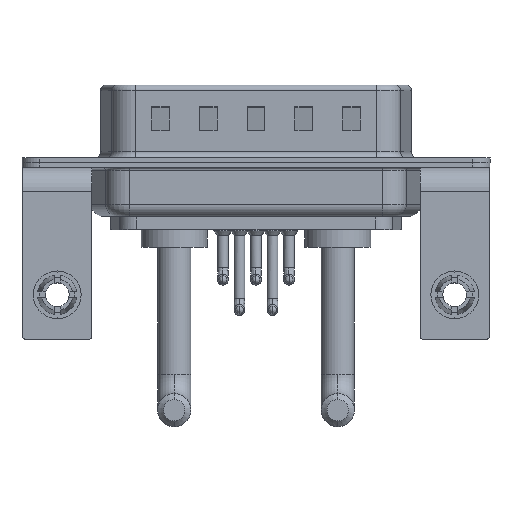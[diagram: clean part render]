
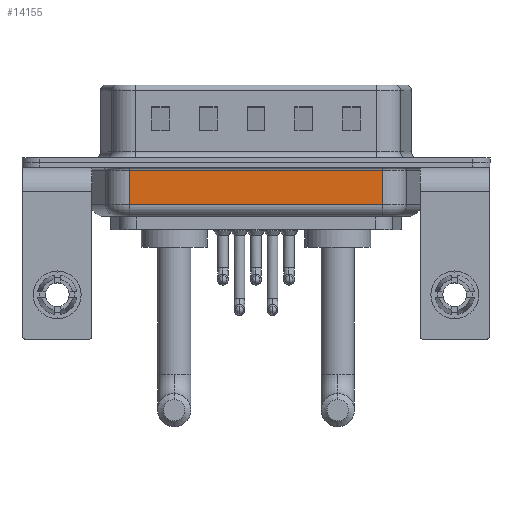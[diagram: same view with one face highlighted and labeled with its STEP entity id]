
A CAD part, front view. The second image highlights one B-rep face of the part: STEP entity #14155.
In plain terms, the highlighted planar face has unit normal (0, -1, 0).
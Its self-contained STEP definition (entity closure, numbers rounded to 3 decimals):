
#693 = CARTESIAN_POINT ( 'NONE',  ( 27.269, -5.35, -3.5 ) ) ;
#1680 = ORIENTED_EDGE ( 'NONE', *, *, #14359, .T. ) ;
#1788 = DIRECTION ( 'NONE',  ( 0., 0., 1. ) ) ;
#1805 = VERTEX_POINT ( 'NONE', #18089 ) ;
#1863 = EDGE_CURVE ( 'NONE', #12015, #1805, #13020, .T. ) ;
#2302 = AXIS2_PLACEMENT_3D ( 'NONE', #14385, #3669, #1788 ) ;
#3669 = DIRECTION ( 'NONE',  ( 0., 1., 0. ) ) ;
#3735 = EDGE_CURVE ( 'NONE', #12015, #21646, #15126, .T. ) ;
#3915 = DIRECTION ( 'NONE',  ( -1., 0., 0. ) ) ;
#4174 = VERTEX_POINT ( 'NONE', #4501 ) ;
#4404 = CARTESIAN_POINT ( 'NONE',  ( 6.031, -5.35, -3.5 ) ) ;
#4501 = CARTESIAN_POINT ( 'NONE',  ( 27.269, -5.35, -0.65 ) ) ;
#5651 = EDGE_CURVE ( 'NONE', #21646, #4174, #14134, .T. ) ;
#5681 = LINE ( 'NONE', #20074, #15832 ) ;
#6190 = VECTOR ( 'NONE', #6734, 1000. ) ;
#6734 = DIRECTION ( 'NONE',  ( 0., 0., 1. ) ) ;
#6845 = CARTESIAN_POINT ( 'NONE',  ( 27.269, -5.35, -4.5 ) ) ;
#9493 = DIRECTION ( 'NONE',  ( 0., 0., 1. ) ) ;
#12015 = VERTEX_POINT ( 'NONE', #13228 ) ;
#13020 = LINE ( 'NONE', #18447, #15929 ) ;
#13228 = CARTESIAN_POINT ( 'NONE',  ( 6.031, -5.35, -3.5 ) ) ;
#14134 = LINE ( 'NONE', #6845, #6190 ) ;
#14155 = ADVANCED_FACE ( 'NONE', ( #21358 ), #17937, .F. ) ;
#14273 = ORIENTED_EDGE ( 'NONE', *, *, #3735, .T. ) ;
#14359 = EDGE_CURVE ( 'NONE', #4174, #1805, #5681, .T. ) ;
#14385 = CARTESIAN_POINT ( 'NONE',  ( 6.031, -5.35, -4.5 ) ) ;
#15126 = LINE ( 'NONE', #4404, #16600 ) ;
#15832 = VECTOR ( 'NONE', #3915, 1000. ) ;
#15929 = VECTOR ( 'NONE', #9493, 1000. ) ;
#16440 = ORIENTED_EDGE ( 'NONE', *, *, #5651, .T. ) ;
#16600 = VECTOR ( 'NONE', #18782, 1000. ) ;
#17344 = EDGE_LOOP ( 'NONE', ( #18949, #14273, #16440, #1680 ) ) ;
#17937 = PLANE ( 'NONE',  #2302 ) ;
#18089 = CARTESIAN_POINT ( 'NONE',  ( 6.031, -5.35, -0.65 ) ) ;
#18447 = CARTESIAN_POINT ( 'NONE',  ( 6.031, -5.35, -4.5 ) ) ;
#18782 = DIRECTION ( 'NONE',  ( 1., 0., 0. ) ) ;
#18949 = ORIENTED_EDGE ( 'NONE', *, *, #1863, .F. ) ;
#20074 = CARTESIAN_POINT ( 'NONE',  ( 6.031, -5.35, -0.65 ) ) ;
#21358 = FACE_OUTER_BOUND ( 'NONE', #17344, .T. ) ;
#21646 = VERTEX_POINT ( 'NONE', #693 ) ;
